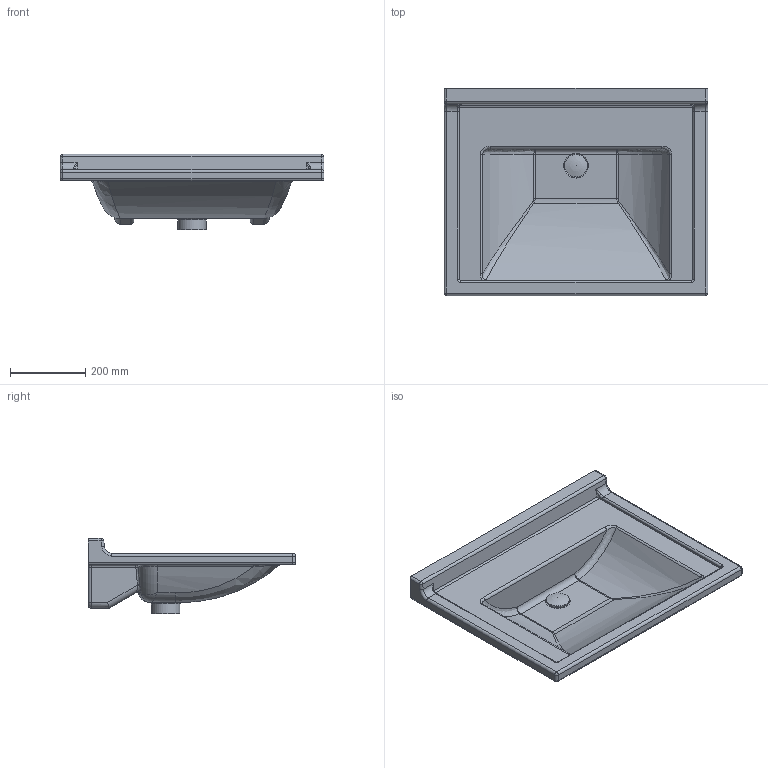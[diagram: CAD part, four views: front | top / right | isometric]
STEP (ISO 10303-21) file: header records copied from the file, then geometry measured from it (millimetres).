
FILE_DESCRIPTION((''),'2;1');
FILE_NAME('031270.stp','2007-07-11T19:57:00',('Huebner'),(''),'Autodesk Inventor 11','Autodesk Inventor 11','');
FILE_SCHEMA(('AUTOMOTIVE_DESIGN { 1 0 10303 214 1 1 1 1 }'));
Length unit declared in the file: millimetre
Products named in the file (4): Baugruppe8; 031270; Kelch; Stopfen
Assembly tree (3 placements, depth 2):
  Baugruppe8
    031270
    Kelch
    Stopfen
Bounding box: 700 x 550 x 200 mm (x, y, z)
Volume: 14269830.4 mm3; surface area: 1181707.4 mm2
Topology: 3 solids, 3 shells, 195 faces, 477 edges, 271 vertices
Faces by surface type: cylinder 83, bspline 46, plane 41, torus 16, sphere 6, cone 3
Full cylindrical faces by diameter (mm): 15 x2, 42 x1, 44 x1, 52 x1, 60 x1, 75 x1
Entity records: 13833 total; most frequent: CARTESIAN_POINT 9503, ORIENTED_EDGE 888, DIRECTION 870, EDGE_CURVE 444, AXIS2_PLACEMENT_3D 347, VERTEX_POINT 266, EDGE_LOOP 214, FACE_OUTER_BOUND 195
